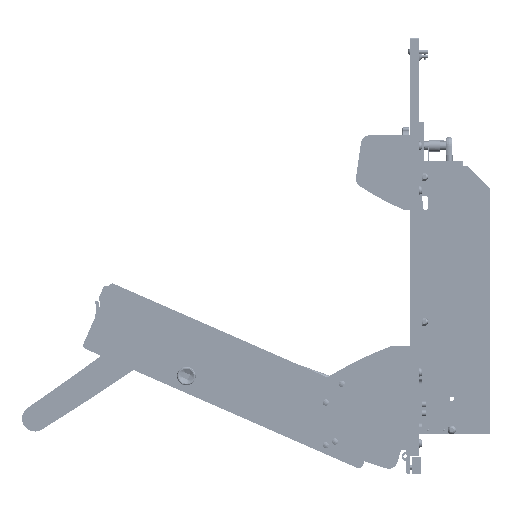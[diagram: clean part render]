
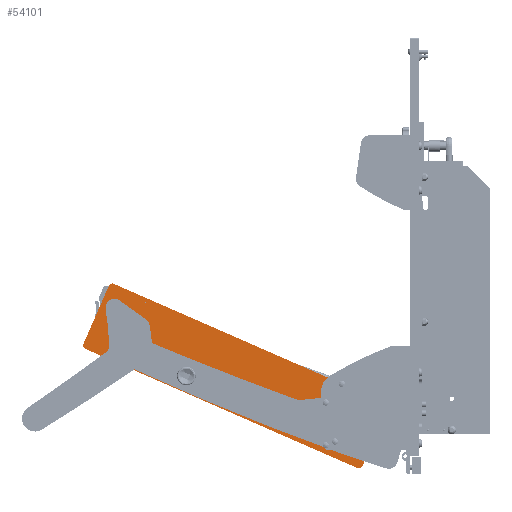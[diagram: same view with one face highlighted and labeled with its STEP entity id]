
A CAD part, left-side view. The second image highlights one B-rep face of the part: STEP entity #54101.
In plain terms, the highlighted face is planar.
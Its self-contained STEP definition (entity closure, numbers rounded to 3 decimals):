
#1019 = LINE ( 'NONE', #15497, #81381 ) ;
#1912 = DIRECTION ( 'NONE',  ( 0., 1., 0. ) ) ;
#2183 = EDGE_LOOP ( 'NONE', ( #80457, #77228 ) ) ;
#2892 = VERTEX_POINT ( 'NONE', #38311 ) ;
#3072 = DIRECTION ( 'NONE',  ( -1., 0., 0. ) ) ;
#4204 = PLANE ( 'NONE',  #42819 ) ;
#5065 = EDGE_CURVE ( 'NONE', #17650, #65046, #34195, .T. ) ;
#5999 = EDGE_CURVE ( 'NONE', #17650, #17654, #56717, .T. ) ;
#6619 = CARTESIAN_POINT ( 'NONE',  ( 167.5, -40., -5. ) ) ;
#7724 = ORIENTED_EDGE ( 'NONE', *, *, #32267, .T. ) ;
#8286 = AXIS2_PLACEMENT_3D ( 'NONE', #49183, #26746, #12704 ) ;
#9685 = ORIENTED_EDGE ( 'NONE', *, *, #78845, .T. ) ;
#11254 = CARTESIAN_POINT ( 'NONE',  ( 171.5, 36., -5. ) ) ;
#11681 = VECTOR ( 'NONE', #1912, 1000. ) ;
#12704 = DIRECTION ( 'NONE',  ( -1., 0., 0. ) ) ;
#14870 = AXIS2_PLACEMENT_3D ( 'NONE', #48908, #70538, #34846 ) ;
#15497 = CARTESIAN_POINT ( 'NONE',  ( -171.5, -40., -5. ) ) ;
#15908 = CIRCLE ( 'NONE', #53060, 4. ) ;
#17650 = VERTEX_POINT ( 'NONE', #34178 ) ;
#17654 = VERTEX_POINT ( 'NONE', #11254 ) ;
#19195 = CARTESIAN_POINT ( 'NONE',  ( -171.5, 40., -5. ) ) ;
#19712 = CARTESIAN_POINT ( 'NONE',  ( -167.5, 36., -5. ) ) ;
#20422 = EDGE_CURVE ( 'NONE', #68769, #62335, #92335, .T. ) ;
#21176 = VECTOR ( 'NONE', #43022, 1000. ) ;
#25635 = VERTEX_POINT ( 'NONE', #64248 ) ;
#26746 = DIRECTION ( 'NONE',  ( 0., 0., -1. ) ) ;
#28576 = DIRECTION ( 'NONE',  ( 0., 0., -1. ) ) ;
#29356 = ORIENTED_EDGE ( 'NONE', *, *, #20422, .F. ) ;
#32267 = EDGE_CURVE ( 'NONE', #68769, #2892, #15908, .T. ) ;
#34178 = CARTESIAN_POINT ( 'NONE',  ( 167.5, 40., -5. ) ) ;
#34195 = LINE ( 'NONE', #84370, #50621 ) ;
#34550 = AXIS2_PLACEMENT_3D ( 'NONE', #19712, #49164, #42589 ) ;
#34846 = DIRECTION ( 'NONE',  ( -1., 0., 0. ) ) ;
#35531 = CARTESIAN_POINT ( 'NONE',  ( -171.5, -40., -5. ) ) ;
#38311 = CARTESIAN_POINT ( 'NONE',  ( -171.5, -36., -5. ) ) ;
#39667 = CIRCLE ( 'NONE', #86186, 3. ) ;
#39994 = ORIENTED_EDGE ( 'NONE', *, *, #5999, .T. ) ;
#40223 = FACE_BOUND ( 'NONE', #2183, .T. ) ;
#40936 = ORIENTED_EDGE ( 'NONE', *, *, #5065, .F. ) ;
#41239 = DIRECTION ( 'NONE',  ( 0., 0., -1. ) ) ;
#41350 = CARTESIAN_POINT ( 'NONE',  ( 171.5, -36., -5. ) ) ;
#41705 = DIRECTION ( 'NONE',  ( -1., 0., 0. ) ) ;
#42017 = CIRCLE ( 'NONE', #34550, 4. ) ;
#42589 = DIRECTION ( 'NONE',  ( -1., 0., 0. ) ) ;
#42819 = AXIS2_PLACEMENT_3D ( 'NONE', #19195, #84327, #53846 ) ;
#42856 = VERTEX_POINT ( 'NONE', #41350 ) ;
#43022 = DIRECTION ( 'NONE',  ( 1., 0., 0. ) ) ;
#44092 = CARTESIAN_POINT ( 'NONE',  ( 147.5, -7.7, -5. ) ) ;
#48908 = CARTESIAN_POINT ( 'NONE',  ( 167.5, 36., -5. ) ) ;
#49164 = DIRECTION ( 'NONE',  ( 0., 0., -1. ) ) ;
#49183 = CARTESIAN_POINT ( 'NONE',  ( 167.5, -36., -5. ) ) ;
#49251 = EDGE_CURVE ( 'NONE', #42856, #17654, #80687, .T. ) ;
#49670 = DIRECTION ( 'NONE',  ( 0., -1., 0. ) ) ;
#50621 = VECTOR ( 'NONE', #85317, 1000. ) ;
#51074 = CARTESIAN_POINT ( 'NONE',  ( 171.5, -40., -5. ) ) ;
#52123 = CARTESIAN_POINT ( 'NONE',  ( -167.5, 40., -5. ) ) ;
#53060 = AXIS2_PLACEMENT_3D ( 'NONE', #75223, #41239, #3072 ) ;
#53846 = DIRECTION ( 'NONE',  ( -1., 0., 0. ) ) ;
#54101 = ADVANCED_FACE ( 'NONE', ( #82945, #40223 ), #4204, .T. ) ;
#55052 = EDGE_CURVE ( 'NONE', #71869, #2892, #1019, .T. ) ;
#56717 = CIRCLE ( 'NONE', #14870, 4. ) ;
#56748 = EDGE_CURVE ( 'NONE', #90971, #25635, #89277, .T. ) ;
#56795 = DIRECTION ( 'NONE',  ( -1., 0., 0. ) ) ;
#57229 = DIRECTION ( 'NONE',  ( 0., 0., -1. ) ) ;
#59137 = ORIENTED_EDGE ( 'NONE', *, *, #55052, .F. ) ;
#62335 = VERTEX_POINT ( 'NONE', #6619 ) ;
#64248 = CARTESIAN_POINT ( 'NONE',  ( 141.5, -7.7, -5. ) ) ;
#65046 = VERTEX_POINT ( 'NONE', #52123 ) ;
#68769 = VERTEX_POINT ( 'NONE', #75678 ) ;
#70368 = CARTESIAN_POINT ( 'NONE',  ( 144.5, -7.7, -5. ) ) ;
#70538 = DIRECTION ( 'NONE',  ( 0., 0., -1. ) ) ;
#71869 = VERTEX_POINT ( 'NONE', #73137 ) ;
#73137 = CARTESIAN_POINT ( 'NONE',  ( -171.5, 36., -5. ) ) ;
#75223 = CARTESIAN_POINT ( 'NONE',  ( -167.5, -36., -5. ) ) ;
#75678 = CARTESIAN_POINT ( 'NONE',  ( -167.5, -40., -5. ) ) ;
#77128 = CIRCLE ( 'NONE', #8286, 4. ) ;
#77228 = ORIENTED_EDGE ( 'NONE', *, *, #56748, .F. ) ;
#78845 = EDGE_CURVE ( 'NONE', #42856, #62335, #77128, .T. ) ;
#80457 = ORIENTED_EDGE ( 'NONE', *, *, #89468, .F. ) ;
#80687 = LINE ( 'NONE', #51074, #11681 ) ;
#81381 = VECTOR ( 'NONE', #49670, 1000. ) ;
#82945 = FACE_OUTER_BOUND ( 'NONE', #88811, .T. ) ;
#84327 = DIRECTION ( 'NONE',  ( 0., 0., -1. ) ) ;
#84370 = CARTESIAN_POINT ( 'NONE',  ( -171.5, 40., -5. ) ) ;
#84986 = EDGE_CURVE ( 'NONE', #71869, #65046, #42017, .T. ) ;
#85317 = DIRECTION ( 'NONE',  ( -1., 0., 0. ) ) ;
#85451 = CARTESIAN_POINT ( 'NONE',  ( 144.5, -7.7, -5. ) ) ;
#86186 = AXIS2_PLACEMENT_3D ( 'NONE', #85451, #57229, #56795 ) ;
#87718 = AXIS2_PLACEMENT_3D ( 'NONE', #70368, #28576, #41705 ) ;
#88811 = EDGE_LOOP ( 'NONE', ( #91836, #9685, #29356, #7724, #59137, #91475, #40936, #39994 ) ) ;
#89277 = CIRCLE ( 'NONE', #87718, 3. ) ;
#89468 = EDGE_CURVE ( 'NONE', #25635, #90971, #39667, .T. ) ;
#90971 = VERTEX_POINT ( 'NONE', #44092 ) ;
#91475 = ORIENTED_EDGE ( 'NONE', *, *, #84986, .T. ) ;
#91836 = ORIENTED_EDGE ( 'NONE', *, *, #49251, .F. ) ;
#92335 = LINE ( 'NONE', #35531, #21176 ) ;
